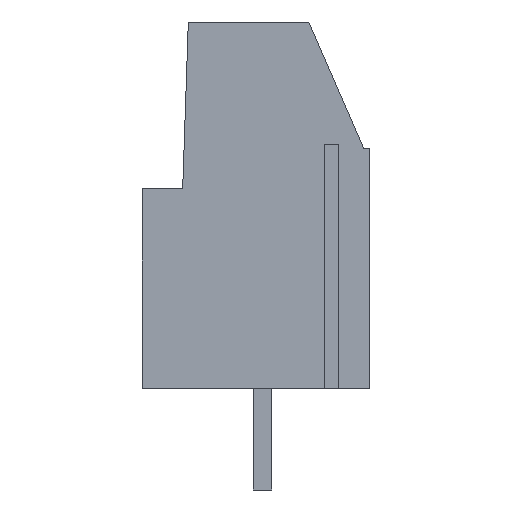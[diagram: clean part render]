
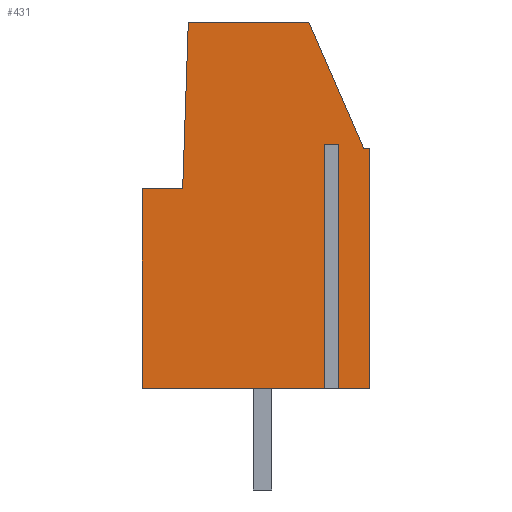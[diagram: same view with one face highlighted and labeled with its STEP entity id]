
A CAD part, left-side view. The second image highlights one B-rep face of the part: STEP entity #431.
In plain terms, the highlighted planar face has unit normal (-1, 0, 0).
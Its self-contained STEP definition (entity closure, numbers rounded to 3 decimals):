
#13=DIRECTION('',(0.,0.,1.));
#21=EDGE_CURVE('',#22,#24,#26,.T.);
#22=VERTEX_POINT('',#23);
#23=CARTESIAN_POINT('',(-2.54,-5.283,0.));
#24=VERTEX_POINT('',#25);
#25=CARTESIAN_POINT('',(-2.54,-3.562,0.));
#26=LINE('',#23,#27);
#27=VECTOR('',#28,1.);
#28=DIRECTION('',(0.,1.,0.));
#35=DIRECTION('',(1.,0.,0.));
#53=VECTOR('',#54,1.);
#54=DIRECTION('',(0.,-1.,0.));
#68=VERTEX_POINT('',#69);
#69=CARTESIAN_POINT('',(-2.54,5.917,0.));
#72=EDGE_CURVE('',#73,#68,#26,.T.);
#73=VERTEX_POINT('',#74);
#74=CARTESIAN_POINT('',(-2.54,-3.205,0.));
#431=ADVANCED_FACE('',(#432),#491,.F.);
#432=FACE_BOUND('',#433,.F.);
#433=EDGE_LOOP('',(#434,#443,#448,#454,#455,#461,#466,#469,#470,#475,#480,#487));
#434=ORIENTED_EDGE('',*,*,#435,.T.);
#435=EDGE_CURVE('',#436,#438,#440,.T.);
#436=VERTEX_POINT('',#437);
#437=CARTESIAN_POINT('',(-2.54,-2.283,18.));
#438=VERTEX_POINT('',#439);
#439=CARTESIAN_POINT('',(-2.54,-4.983,11.8));
#440=LINE('',#437,#441);
#441=VECTOR('',#442,1.);
#442=DIRECTION('',(0.,-0.399,-0.917));
#443=ORIENTED_EDGE('',*,*,#444,.T.);
#444=EDGE_CURVE('',#438,#445,#447,.T.);
#445=VERTEX_POINT('',#446);
#446=CARTESIAN_POINT('',(-2.54,-5.283,11.8));
#447=LINE('',#439,#53);
#448=ORIENTED_EDGE('',*,*,#449,.T.);
#449=EDGE_CURVE('',#445,#22,#450,.T.);
#450=LINE('',#451,#452);
#451=CARTESIAN_POINT('',(-2.54,-5.283,18.));
#452=VECTOR('',#453,1.);
#453=DIRECTION('',(0.,0.,-1.));
#454=ORIENTED_EDGE('',*,*,#21,.T.);
#455=ORIENTED_EDGE('',*,*,#456,.T.);
#456=EDGE_CURVE('',#24,#457,#459,.T.);
#457=VERTEX_POINT('',#458);
#458=CARTESIAN_POINT('',(-2.54,-3.562,12.));
#459=LINE('',#25,#460);
#460=VECTOR('',#13,1.);
#461=ORIENTED_EDGE('',*,*,#462,.T.);
#462=EDGE_CURVE('',#457,#463,#465,.T.);
#463=VERTEX_POINT('',#464);
#464=CARTESIAN_POINT('',(-2.54,-3.205,12.));
#465=LINE('',#458,#27);
#466=ORIENTED_EDGE('',*,*,#467,.F.);
#467=EDGE_CURVE('',#73,#463,#468,.T.);
#468=LINE('',#74,#460);
#469=ORIENTED_EDGE('',*,*,#72,.T.);
#470=ORIENTED_EDGE('',*,*,#471,.T.);
#471=EDGE_CURVE('',#68,#472,#474,.T.);
#472=VERTEX_POINT('',#473);
#473=CARTESIAN_POINT('',(-2.54,5.917,9.8));
#474=LINE('',#69,#460);
#475=ORIENTED_EDGE('',*,*,#476,.F.);
#476=EDGE_CURVE('',#477,#472,#479,.T.);
#477=VERTEX_POINT('',#478);
#478=CARTESIAN_POINT('',(-2.54,3.92,9.8));
#479=LINE('',#478,#27);
#480=ORIENTED_EDGE('',*,*,#481,.F.);
#481=EDGE_CURVE('',#482,#477,#484,.T.);
#482=VERTEX_POINT('',#483);
#483=CARTESIAN_POINT('',(-2.54,3.644,18.));
#484=LINE('',#483,#485);
#485=VECTOR('',#486,1.);
#486=DIRECTION('',(0.,0.034,-0.999));
#487=ORIENTED_EDGE('',*,*,#488,.T.);
#488=EDGE_CURVE('',#482,#436,#489,.T.);
#489=LINE('',#490,#53);
#490=CARTESIAN_POINT('',(-2.54,5.917,18.));
#491=PLANE('',#492);
#492=AXIS2_PLACEMENT_3D('',#493,#35,#494);
#493=CARTESIAN_POINT('',(-2.54,0.317,9.));
#494=DIRECTION('',(-0.,0.,1.));
